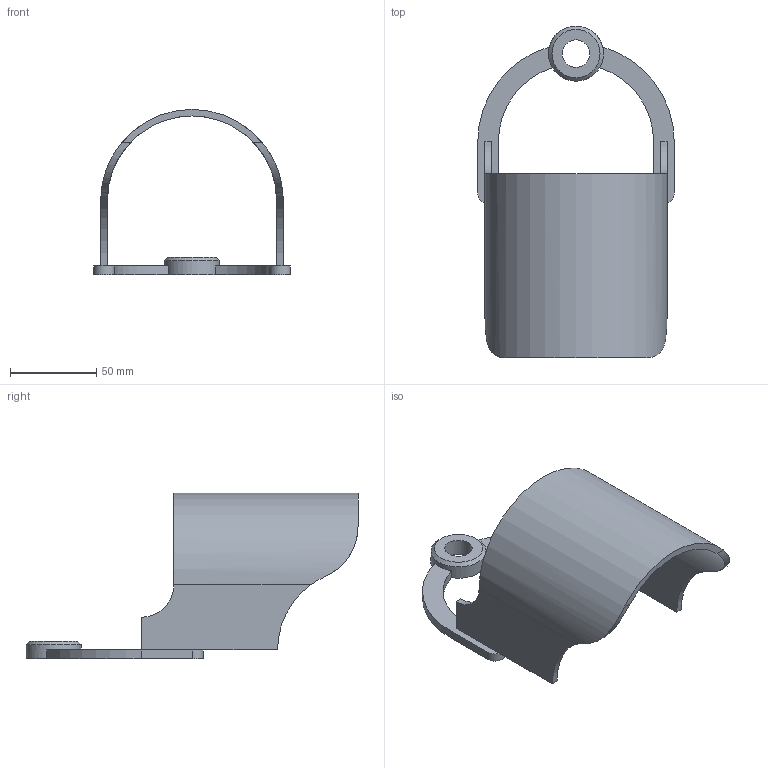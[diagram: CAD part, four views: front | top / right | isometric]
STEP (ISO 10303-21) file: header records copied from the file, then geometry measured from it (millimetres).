
FILE_DESCRIPTION(('FreeCAD Model'),'2;1');
FILE_NAME('Open CASCADE Shape Model','2025-05-08T15:41:15',(''),(''), 'Open CASCADE STEP processor 7.8','FreeCAD','Unknown');
FILE_SCHEMA(('AUTOMOTIVE_DESIGN { 1 0 10303 214 1 1 1 1 }'));
Length unit declared in the file: millimetre
Products named in the file (1): Body
Bounding box: 114.2 x 193 x 96 mm (x, y, z)
Volume: 103350.4 mm3; surface area: 56460.4 mm2
Topology: 1 solids, 1 shells, 35 faces, 96 edges, 61 vertices
Faces by surface type: plane 18, cylinder 16, cone 1
Full cylindrical faces by diameter (mm): 16 x1, 32 x1
Entity records: 1349 total; most frequent: CARTESIAN_POINT 413, DIRECTION 197, ORIENTED_EDGE 192, EDGE_CURVE 96, AXIS2_PLACEMENT_3D 73, VERTEX_POINT 61, LINE 51, VECTOR 51
